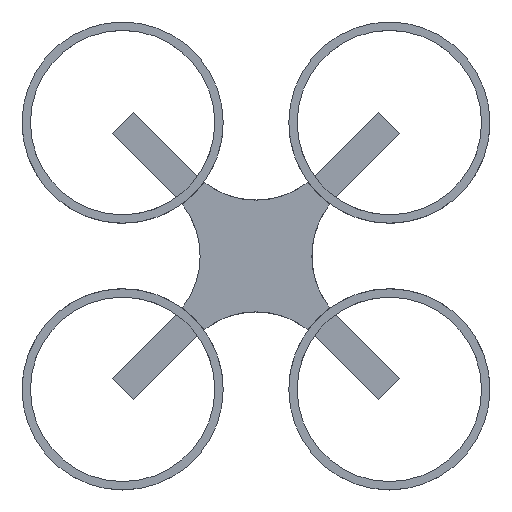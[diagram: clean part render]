
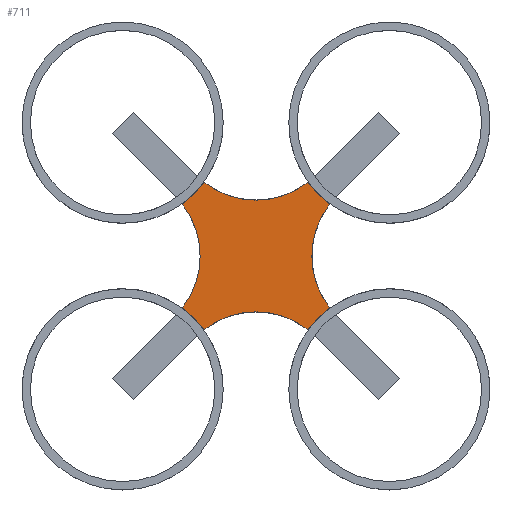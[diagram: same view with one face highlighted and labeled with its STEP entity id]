
A CAD part, top view. The second image highlights one B-rep face of the part: STEP entity #711.
In plain terms, the highlighted planar face has unit normal (0, 0, 1).
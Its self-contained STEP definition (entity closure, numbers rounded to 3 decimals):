
#60 = DIRECTION ( 'NONE',  ( 1., 0., 0. ) ) ;
#62 = CARTESIAN_POINT ( 'NONE',  ( 12.44, 17.663, 5. ) ) ;
#79 = VERTEX_POINT ( 'NONE', #557 ) ;
#94 = VERTEX_POINT ( 'NONE', #1046 ) ;
#102 = DIRECTION ( 'NONE',  ( 0., 0., 1. ) ) ;
#104 = CIRCLE ( 'NONE', #1558, 24. ) ;
#155 = ORIENTED_EDGE ( 'NONE', *, *, #874, .T. ) ;
#172 = ORIENTED_EDGE ( 'NONE', *, *, #1198, .F. ) ;
#201 = AXIS2_PLACEMENT_3D ( 'NONE', #1216, #258, #496 ) ;
#202 = DIRECTION ( 'NONE',  ( 0., 0., 1. ) ) ;
#256 = ORIENTED_EDGE ( 'NONE', *, *, #756, .F. ) ;
#258 = DIRECTION ( 'NONE',  ( 0., 0., -1. ) ) ;
#262 = DIRECTION ( 'NONE',  ( 1., 0., 0. ) ) ;
#268 = DIRECTION ( 'NONE',  ( 0., 0., -1. ) ) ;
#270 = AXIS2_PLACEMENT_3D ( 'NONE', #455, #102, #1571 ) ;
#309 = DIRECTION ( 'NONE',  ( 0., 0., -1. ) ) ;
#349 = VERTEX_POINT ( 'NONE', #1005 ) ;
#382 = CIRCLE ( 'NONE', #657, 20. ) ;
#409 = VERTEX_POINT ( 'NONE', #1401 ) ;
#427 = ORIENTED_EDGE ( 'NONE', *, *, #971, .F. ) ;
#442 = CIRCLE ( 'NONE', #1402, 20. ) ;
#450 = EDGE_CURVE ( 'NONE', #1516, #1115, #1015, .T. ) ;
#455 = CARTESIAN_POINT ( 'NONE',  ( 0., 0., 5. ) ) ;
#465 = VERTEX_POINT ( 'NONE', #1281 ) ;
#466 = DIRECTION ( 'NONE',  ( 0., 0., 1. ) ) ;
#496 = DIRECTION ( 'NONE',  ( 1., 0., 0. ) ) ;
#506 = AXIS2_PLACEMENT_3D ( 'NONE', #1493, #1473, #1105 ) ;
#536 = ORIENTED_EDGE ( 'NONE', *, *, #450, .T. ) ;
#538 = ORIENTED_EDGE ( 'NONE', *, *, #998, .T. ) ;
#557 = CARTESIAN_POINT ( 'NONE',  ( 17.663, 12.44, 5. ) ) ;
#650 = EDGE_CURVE ( 'NONE', #94, #409, #1407, .T. ) ;
#657 = AXIS2_PLACEMENT_3D ( 'NONE', #999, #268, #262 ) ;
#663 = VERTEX_POINT ( 'NONE', #1540 ) ;
#700 = CARTESIAN_POINT ( 'NONE',  ( 31.82, 31.82, 5. ) ) ;
#711 = ADVANCED_FACE ( 'NONE', ( #903 ), #827, .T. ) ;
#756 = EDGE_CURVE ( 'NONE', #1516, #79, #1448, .T. ) ;
#798 = DIRECTION ( 'NONE',  ( 0., 0., -1. ) ) ;
#800 = CARTESIAN_POINT ( 'NONE',  ( -31.82, -31.82, 5. ) ) ;
#807 = EDGE_CURVE ( 'NONE', #465, #349, #442, .T. ) ;
#827 = PLANE ( 'NONE',  #270 ) ;
#829 = CARTESIAN_POINT ( 'NONE',  ( -12.44, 17.663, 5. ) ) ;
#841 = DIRECTION ( 'NONE',  ( 1., 0., 0. ) ) ;
#874 = EDGE_CURVE ( 'NONE', #663, #79, #1225, .T. ) ;
#884 = DIRECTION ( 'NONE',  ( 1., 0., 0. ) ) ;
#903 = FACE_OUTER_BOUND ( 'NONE', #1152, .T. ) ;
#913 = ORIENTED_EDGE ( 'NONE', *, *, #650, .T. ) ;
#945 = CARTESIAN_POINT ( 'NONE',  ( -17.663, -12.44, 5. ) ) ;
#971 = EDGE_CURVE ( 'NONE', #465, #1115, #1209, .T. ) ;
#979 = CARTESIAN_POINT ( 'NONE',  ( -33.324, 0., 5. ) ) ;
#991 = AXIS2_PLACEMENT_3D ( 'NONE', #1262, #309, #60 ) ;
#998 = EDGE_CURVE ( 'NONE', #349, #1110, #382, .T. ) ;
#999 = CARTESIAN_POINT ( 'NONE',  ( -33.324, 0., 5. ) ) ;
#1005 = CARTESIAN_POINT ( 'NONE',  ( -13.324, 0., 5. ) ) ;
#1015 = CIRCLE ( 'NONE', #991, 20. ) ;
#1046 = CARTESIAN_POINT ( 'NONE',  ( -12.44, -17.663, 5. ) ) ;
#1084 = DIRECTION ( 'NONE',  ( 0., 0., -1. ) ) ;
#1105 = DIRECTION ( 'NONE',  ( 1., 0., 0. ) ) ;
#1110 = VERTEX_POINT ( 'NONE', #945 ) ;
#1115 = VERTEX_POINT ( 'NONE', #829 ) ;
#1152 = EDGE_LOOP ( 'NONE', ( #1334, #538, #1547, #913, #172, #155, #256, #536, #427 ) ) ;
#1186 = DIRECTION ( 'NONE',  ( 1., 0., 0. ) ) ;
#1198 = EDGE_CURVE ( 'NONE', #663, #409, #1207, .T. ) ;
#1201 = AXIS2_PLACEMENT_3D ( 'NONE', #1366, #1483, #884 ) ;
#1207 = CIRCLE ( 'NONE', #506, 24. ) ;
#1209 = CIRCLE ( 'NONE', #1201, 24. ) ;
#1216 = CARTESIAN_POINT ( 'NONE',  ( 33.324, 0., 5. ) ) ;
#1225 = CIRCLE ( 'NONE', #201, 20. ) ;
#1262 = CARTESIAN_POINT ( 'NONE',  ( 0., 33.324, 5. ) ) ;
#1281 = CARTESIAN_POINT ( 'NONE',  ( -17.663, 12.44, 5. ) ) ;
#1286 = CARTESIAN_POINT ( 'NONE',  ( 0., -33.324, 5. ) ) ;
#1310 = AXIS2_PLACEMENT_3D ( 'NONE', #700, #466, #1427 ) ;
#1334 = ORIENTED_EDGE ( 'NONE', *, *, #807, .T. ) ;
#1366 = CARTESIAN_POINT ( 'NONE',  ( -31.82, 31.82, 5. ) ) ;
#1401 = CARTESIAN_POINT ( 'NONE',  ( 12.44, -17.663, 5. ) ) ;
#1402 = AXIS2_PLACEMENT_3D ( 'NONE', #979, #1084, #841 ) ;
#1407 = CIRCLE ( 'NONE', #1468, 20. ) ;
#1416 = DIRECTION ( 'NONE',  ( 1., 0., 0. ) ) ;
#1427 = DIRECTION ( 'NONE',  ( 1., 0., 0. ) ) ;
#1448 = CIRCLE ( 'NONE', #1310, 24. ) ;
#1468 = AXIS2_PLACEMENT_3D ( 'NONE', #1286, #798, #1416 ) ;
#1473 = DIRECTION ( 'NONE',  ( 0., 0., 1. ) ) ;
#1483 = DIRECTION ( 'NONE',  ( 0., 0., 1. ) ) ;
#1493 = CARTESIAN_POINT ( 'NONE',  ( 31.82, -31.82, 5. ) ) ;
#1516 = VERTEX_POINT ( 'NONE', #62 ) ;
#1540 = CARTESIAN_POINT ( 'NONE',  ( 17.663, -12.44, 5. ) ) ;
#1547 = ORIENTED_EDGE ( 'NONE', *, *, #1587, .F. ) ;
#1558 = AXIS2_PLACEMENT_3D ( 'NONE', #800, #202, #1186 ) ;
#1571 = DIRECTION ( 'NONE',  ( 1., 0., 0. ) ) ;
#1587 = EDGE_CURVE ( 'NONE', #94, #1110, #104, .T. ) ;
